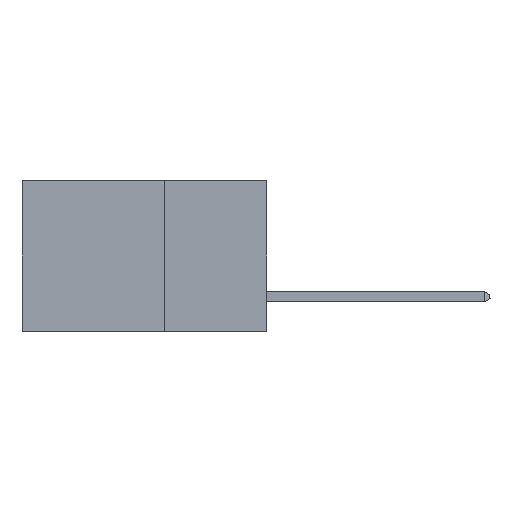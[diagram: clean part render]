
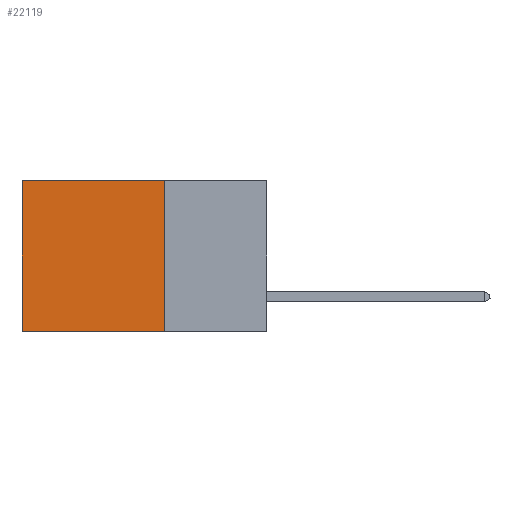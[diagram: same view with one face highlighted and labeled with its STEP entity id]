
A CAD part, left-side view. The second image highlights one B-rep face of the part: STEP entity #22119.
In plain terms, the highlighted planar face has unit normal (-1, 0, 0).
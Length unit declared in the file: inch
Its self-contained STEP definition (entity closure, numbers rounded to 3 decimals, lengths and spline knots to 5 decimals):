
#45 = DIRECTION ( 'NONE',  ( 0., 0., -1. ) ) ;
#229 = VERTEX_POINT ( 'NONE', #14582 ) ;
#501 = ORIENTED_EDGE ( 'NONE', *, *, #10456, .F. ) ;
#2021 = PLANE ( 'NONE',  #22195 ) ;
#2169 = LINE ( 'NONE', #9002, #6562 ) ;
#2250 = LINE ( 'NONE', #4052, #12249 ) ;
#4052 = CARTESIAN_POINT ( 'NONE',  ( 0.2875, 0.25, 0. ) ) ;
#4549 = EDGE_CURVE ( 'NONE', #229, #9417, #15518, .T. ) ;
#5931 = VECTOR ( 'NONE', #12629, 39.37008 ) ;
#6562 = VECTOR ( 'NONE', #45, 39.37008 ) ;
#6601 = CARTESIAN_POINT ( 'NONE',  ( 0.2875, 0.25, 0. ) ) ;
#7308 = CARTESIAN_POINT ( 'NONE',  ( 0.2875, 0.6, -0.37 ) ) ;
#8527 = VERTEX_POINT ( 'NONE', #6601 ) ;
#9002 = CARTESIAN_POINT ( 'NONE',  ( 0.2875, 0.6, 0. ) ) ;
#9417 = VERTEX_POINT ( 'NONE', #7308 ) ;
#9575 = DIRECTION ( 'NONE',  ( 1., 0., 0. ) ) ;
#10456 = EDGE_CURVE ( 'NONE', #8527, #229, #2250, .T. ) ;
#11536 = DIRECTION ( 'NONE',  ( 0., 0., -1. ) ) ;
#12249 = VECTOR ( 'NONE', #18948, 39.37008 ) ;
#12341 = ORIENTED_EDGE ( 'NONE', *, *, #22098, .T. ) ;
#12551 = EDGE_CURVE ( 'NONE', #19099, #9417, #2169, .T. ) ;
#12629 = DIRECTION ( 'NONE',  ( 0., 1., 0. ) ) ;
#13050 = EDGE_LOOP ( 'NONE', ( #21297, #20372, #501, #12341 ) ) ;
#13184 = CARTESIAN_POINT ( 'NONE',  ( 0.2875, 0.25, 0. ) ) ;
#13430 = CARTESIAN_POINT ( 'NONE',  ( 0.2875, 0.25, -0.37 ) ) ;
#14499 = LINE ( 'NONE', #18391, #5931 ) ;
#14582 = CARTESIAN_POINT ( 'NONE',  ( 0.2875, 0.25, -0.37 ) ) ;
#15319 = DIRECTION ( 'NONE',  ( 0., 1., 0. ) ) ;
#15518 = LINE ( 'NONE', #13430, #19851 ) ;
#17100 = CARTESIAN_POINT ( 'NONE',  ( 0.2875, 0.6, 0. ) ) ;
#18391 = CARTESIAN_POINT ( 'NONE',  ( 0.2875, 0.25, 0. ) ) ;
#18948 = DIRECTION ( 'NONE',  ( 0., 0., -1. ) ) ;
#19099 = VERTEX_POINT ( 'NONE', #17100 ) ;
#19851 = VECTOR ( 'NONE', #15319, 39.37008 ) ;
#20372 = ORIENTED_EDGE ( 'NONE', *, *, #4549, .F. ) ;
#21297 = ORIENTED_EDGE ( 'NONE', *, *, #12551, .T. ) ;
#22098 = EDGE_CURVE ( 'NONE', #8527, #19099, #14499, .T. ) ;
#22119 = ADVANCED_FACE ( 'NONE', ( #23182 ), #2021, .F. ) ;
#22195 = AXIS2_PLACEMENT_3D ( 'NONE', #13184, #9575, #11536 ) ;
#23182 = FACE_OUTER_BOUND ( 'NONE', #13050, .T. ) ;
